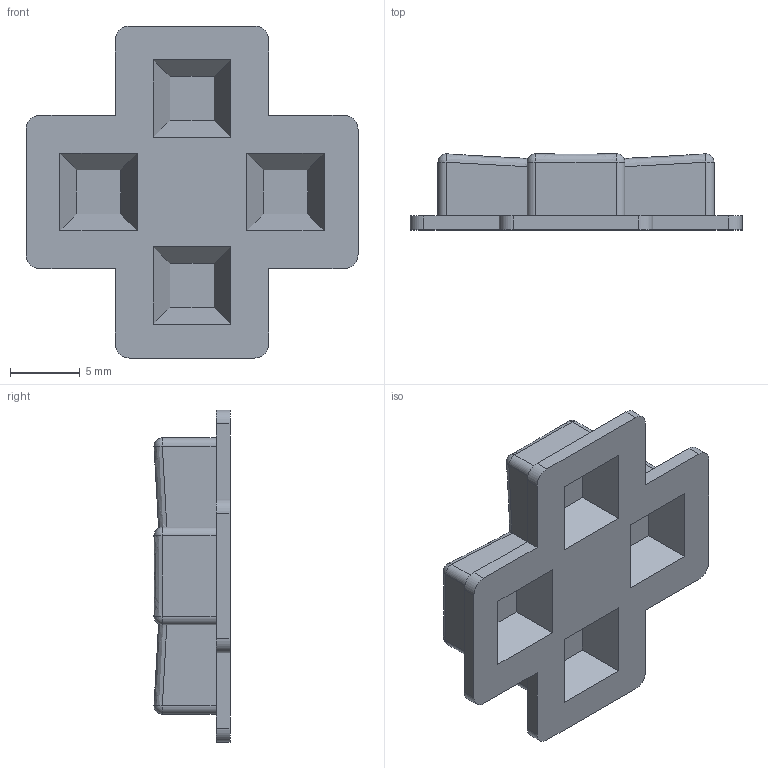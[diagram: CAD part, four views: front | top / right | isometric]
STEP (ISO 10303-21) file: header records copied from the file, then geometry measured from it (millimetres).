
FILE_DESCRIPTION(/* description */ (''),/* implementation_level */ '2;1');
FILE_NAME(/* name */ 'Button 4-Way (Flat) v3.step',/* time_stamp */ '2018-06-16T15:48:55-07:00',/* author */ ('dkonigsberg'),/* organization */ (''),/* preprocessor_version */ 'ST-DEVELOPER v17',/* originating_system */ 'Autodesk Translation Framework v7.1.0.215',/* authorisation */ '');
FILE_SCHEMA (('AUTOMOTIVE_DESIGN { 1 0 10303 214 3 1 1 }'));
Length unit declared in the file: millimetre
Products named in the file (1): Button 4-Way (Flat)
Bounding box: 23.8 x 5.45 x 23.8 mm (x, y, z)
Volume: 1121 mm3; surface area: 1351.4 mm2
Topology: 1 solids, 1 shells, 117 faces, 296 edges, 188 vertices
Faces by surface type: plane 46, bspline 41, cylinder 16, sphere 8, cone 5, torus 1
Entity records: 4147 total; most frequent: CARTESIAN_POINT 1584, ORIENTED_EDGE 590, DIRECTION 418, EDGE_CURVE 295, VERTEX_POINT 188, LINE 154, VECTOR 154, AXIS2_PLACEMENT_3D 132
